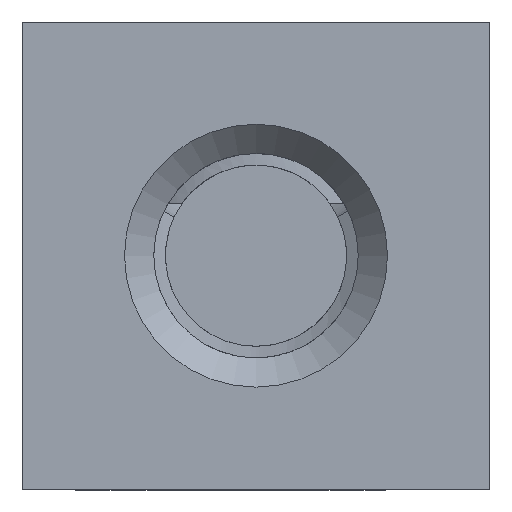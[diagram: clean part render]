
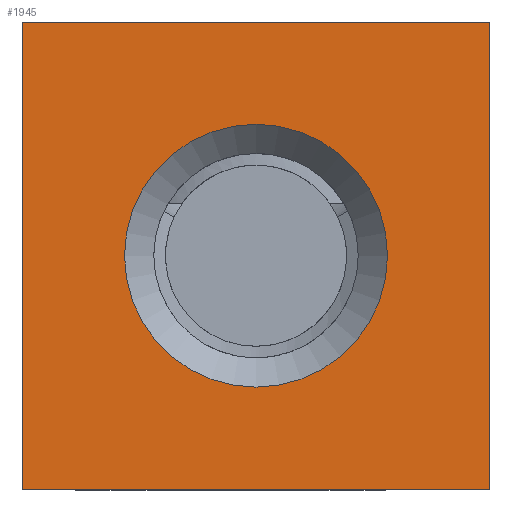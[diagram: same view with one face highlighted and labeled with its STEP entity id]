
A CAD part, left-side view. The second image highlights one B-rep face of the part: STEP entity #1945.
In plain terms, the highlighted planar face has unit normal (-1, 0, 0).
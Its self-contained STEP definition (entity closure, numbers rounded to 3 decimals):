
#769 = PLANE('',#770);
#770 = AXIS2_PLACEMENT_3D('',#771,#772,#773);
#771 = CARTESIAN_POINT('',(0.,0.,8.));
#772 = DIRECTION('',(0.,0.,1.));
#773 = DIRECTION('',(1.,0.,0.));
#1163 = PLANE('',#1164);
#1164 = AXIS2_PLACEMENT_3D('',#1165,#1166,#1167);
#1165 = CARTESIAN_POINT('',(0.,0.,0.));
#1166 = DIRECTION('',(0.,0.,1.));
#1167 = DIRECTION('',(1.,0.,0.));
#1274 = PLANE('',#1275);
#1275 = AXIS2_PLACEMENT_3D('',#1276,#1277,#1278);
#1276 = CARTESIAN_POINT('',(-20.,4.,0.));
#1277 = DIRECTION('',(0.,1.,0.));
#1278 = DIRECTION('',(0.,0.,1.));
#1311 = VERTEX_POINT('',#1312);
#1312 = CARTESIAN_POINT('',(-20.,4.,8.));
#1364 = VERTEX_POINT('',#1365);
#1365 = CARTESIAN_POINT('',(-20.,4.,0.));
#1386 = EDGE_CURVE('',#1364,#1311,#1387,.T.);
#1387 = SURFACE_CURVE('',#1388,(#1392,#1399),.PCURVE_S1.);
#1388 = LINE('',#1389,#1390);
#1389 = CARTESIAN_POINT('',(-20.,4.,0.));
#1390 = VECTOR('',#1391,1.);
#1391 = DIRECTION('',(0.,0.,1.));
#1392 = PCURVE('',#1274,#1393);
#1393 = DEFINITIONAL_REPRESENTATION('',(#1394),#1398);
#1394 = LINE('',#1395,#1396);
#1395 = CARTESIAN_POINT('',(0.,0.));
#1396 = VECTOR('',#1397,1.);
#1397 = DIRECTION('',(1.,0.));
#1398 = ( GEOMETRIC_REPRESENTATION_CONTEXT(2) 
PARAMETRIC_REPRESENTATION_CONTEXT() REPRESENTATION_CONTEXT('2D SPACE',''
  ) );
#1399 = PCURVE('',#1400,#1405);
#1400 = PLANE('',#1401);
#1401 = AXIS2_PLACEMENT_3D('',#1402,#1403,#1404);
#1402 = CARTESIAN_POINT('',(-20.,-4.,0.));
#1403 = DIRECTION('',(-1.,0.,0.));
#1404 = DIRECTION('',(0.,0.,1.));
#1405 = DEFINITIONAL_REPRESENTATION('',(#1406),#1410);
#1406 = LINE('',#1407,#1408);
#1407 = CARTESIAN_POINT('',(0.,8.));
#1408 = VECTOR('',#1409,1.);
#1409 = DIRECTION('',(1.,0.));
#1410 = ( GEOMETRIC_REPRESENTATION_CONTEXT(2) 
PARAMETRIC_REPRESENTATION_CONTEXT() REPRESENTATION_CONTEXT('2D SPACE',''
  ) );
#1640 = CONICAL_SURFACE('',#1641,2.,0.785);
#1641 = AXIS2_PLACEMENT_3D('',#1642,#1643,#1644);
#1642 = CARTESIAN_POINT('',(-19.75,0.,4.));
#1643 = DIRECTION('',(-1.,0.,0.));
#1644 = DIRECTION('',(0.,0.,-1.));
#1658 = VERTEX_POINT('',#1659);
#1659 = CARTESIAN_POINT('',(-20.,0.,6.25));
#1679 = EDGE_CURVE('',#1658,#1658,#1680,.T.);
#1680 = SURFACE_CURVE('',#1681,(#1686,#1692),.PCURVE_S1.);
#1681 = CIRCLE('',#1682,2.25);
#1682 = AXIS2_PLACEMENT_3D('',#1683,#1684,#1685);
#1683 = CARTESIAN_POINT('',(-20.,0.,4.));
#1684 = DIRECTION('',(-1.,0.,0.));
#1685 = DIRECTION('',(0.,0.,-1.));
#1686 = PCURVE('',#1640,#1687);
#1687 = DEFINITIONAL_REPRESENTATION('',(#1688),#1691);
#1688 = B_SPLINE_CURVE_WITH_KNOTS('',1,(#1689,#1690),.UNSPECIFIED.,.F.,
  .F.,(2,2),(3.142,9.425),.PIECEWISE_BEZIER_KNOTS.);
#1689 = CARTESIAN_POINT('',(3.142,0.25));
#1690 = CARTESIAN_POINT('',(9.425,0.25));
#1691 = ( GEOMETRIC_REPRESENTATION_CONTEXT(2) 
PARAMETRIC_REPRESENTATION_CONTEXT() REPRESENTATION_CONTEXT('2D SPACE',''
  ) );
#1692 = PCURVE('',#1400,#1693);
#1693 = DEFINITIONAL_REPRESENTATION('',(#1694),#1698);
#1694 = CIRCLE('',#1695,2.25);
#1695 = AXIS2_PLACEMENT_2D('',#1696,#1697);
#1696 = CARTESIAN_POINT('',(4.,4.));
#1697 = DIRECTION('',(-1.,0.));
#1698 = ( GEOMETRIC_REPRESENTATION_CONTEXT(2) 
PARAMETRIC_REPRESENTATION_CONTEXT() REPRESENTATION_CONTEXT('2D SPACE',''
  ) );
#1945 = ADVANCED_FACE('',(#1946,#2021),#1400,.T.);
#1946 = FACE_BOUND('',#1947,.T.);
#1947 = EDGE_LOOP('',(#1948,#1971,#1972,#1995));
#1948 = ORIENTED_EDGE('',*,*,#1949,.T.);
#1949 = EDGE_CURVE('',#1950,#1311,#1952,.T.);
#1950 = VERTEX_POINT('',#1951);
#1951 = CARTESIAN_POINT('',(-20.,-4.,8.));
#1952 = SURFACE_CURVE('',#1953,(#1957,#1964),.PCURVE_S1.);
#1953 = LINE('',#1954,#1955);
#1954 = CARTESIAN_POINT('',(-20.,-4.,8.));
#1955 = VECTOR('',#1956,1.);
#1956 = DIRECTION('',(0.,1.,0.));
#1957 = PCURVE('',#1400,#1958);
#1958 = DEFINITIONAL_REPRESENTATION('',(#1959),#1963);
#1959 = LINE('',#1960,#1961);
#1960 = CARTESIAN_POINT('',(8.,0.));
#1961 = VECTOR('',#1962,1.);
#1962 = DIRECTION('',(0.,1.));
#1963 = ( GEOMETRIC_REPRESENTATION_CONTEXT(2) 
PARAMETRIC_REPRESENTATION_CONTEXT() REPRESENTATION_CONTEXT('2D SPACE',''
  ) );
#1964 = PCURVE('',#769,#1965);
#1965 = DEFINITIONAL_REPRESENTATION('',(#1966),#1970);
#1966 = LINE('',#1967,#1968);
#1967 = CARTESIAN_POINT('',(-20.,-4.));
#1968 = VECTOR('',#1969,1.);
#1969 = DIRECTION('',(0.,1.));
#1970 = ( GEOMETRIC_REPRESENTATION_CONTEXT(2) 
PARAMETRIC_REPRESENTATION_CONTEXT() REPRESENTATION_CONTEXT('2D SPACE',''
  ) );
#1971 = ORIENTED_EDGE('',*,*,#1386,.F.);
#1972 = ORIENTED_EDGE('',*,*,#1973,.F.);
#1973 = EDGE_CURVE('',#1974,#1364,#1976,.T.);
#1974 = VERTEX_POINT('',#1975);
#1975 = CARTESIAN_POINT('',(-20.,-4.,0.));
#1976 = SURFACE_CURVE('',#1977,(#1981,#1988),.PCURVE_S1.);
#1977 = LINE('',#1978,#1979);
#1978 = CARTESIAN_POINT('',(-20.,-4.,0.));
#1979 = VECTOR('',#1980,1.);
#1980 = DIRECTION('',(0.,1.,0.));
#1981 = PCURVE('',#1400,#1982);
#1982 = DEFINITIONAL_REPRESENTATION('',(#1983),#1987);
#1983 = LINE('',#1984,#1985);
#1984 = CARTESIAN_POINT('',(0.,0.));
#1985 = VECTOR('',#1986,1.);
#1986 = DIRECTION('',(0.,1.));
#1987 = ( GEOMETRIC_REPRESENTATION_CONTEXT(2) 
PARAMETRIC_REPRESENTATION_CONTEXT() REPRESENTATION_CONTEXT('2D SPACE',''
  ) );
#1988 = PCURVE('',#1163,#1989);
#1989 = DEFINITIONAL_REPRESENTATION('',(#1990),#1994);
#1990 = LINE('',#1991,#1992);
#1991 = CARTESIAN_POINT('',(-20.,-4.));
#1992 = VECTOR('',#1993,1.);
#1993 = DIRECTION('',(0.,1.));
#1994 = ( GEOMETRIC_REPRESENTATION_CONTEXT(2) 
PARAMETRIC_REPRESENTATION_CONTEXT() REPRESENTATION_CONTEXT('2D SPACE',''
  ) );
#1995 = ORIENTED_EDGE('',*,*,#1996,.T.);
#1996 = EDGE_CURVE('',#1974,#1950,#1997,.T.);
#1997 = SURFACE_CURVE('',#1998,(#2002,#2009),.PCURVE_S1.);
#1998 = LINE('',#1999,#2000);
#1999 = CARTESIAN_POINT('',(-20.,-4.,0.));
#2000 = VECTOR('',#2001,1.);
#2001 = DIRECTION('',(0.,0.,1.));
#2002 = PCURVE('',#1400,#2003);
#2003 = DEFINITIONAL_REPRESENTATION('',(#2004),#2008);
#2004 = LINE('',#2005,#2006);
#2005 = CARTESIAN_POINT('',(0.,0.));
#2006 = VECTOR('',#2007,1.);
#2007 = DIRECTION('',(1.,0.));
#2008 = ( GEOMETRIC_REPRESENTATION_CONTEXT(2) 
PARAMETRIC_REPRESENTATION_CONTEXT() REPRESENTATION_CONTEXT('2D SPACE',''
  ) );
#2009 = PCURVE('',#2010,#2015);
#2010 = PLANE('',#2011);
#2011 = AXIS2_PLACEMENT_3D('',#2012,#2013,#2014);
#2012 = CARTESIAN_POINT('',(20.,-4.,0.));
#2013 = DIRECTION('',(0.,-1.,0.));
#2014 = DIRECTION('',(0.,0.,-1.));
#2015 = DEFINITIONAL_REPRESENTATION('',(#2016),#2020);
#2016 = LINE('',#2017,#2018);
#2017 = CARTESIAN_POINT('',(0.,-40.));
#2018 = VECTOR('',#2019,1.);
#2019 = DIRECTION('',(-1.,0.));
#2020 = ( GEOMETRIC_REPRESENTATION_CONTEXT(2) 
PARAMETRIC_REPRESENTATION_CONTEXT() REPRESENTATION_CONTEXT('2D SPACE',''
  ) );
#2021 = FACE_BOUND('',#2022,.T.);
#2022 = EDGE_LOOP('',(#2023));
#2023 = ORIENTED_EDGE('',*,*,#1679,.F.);
